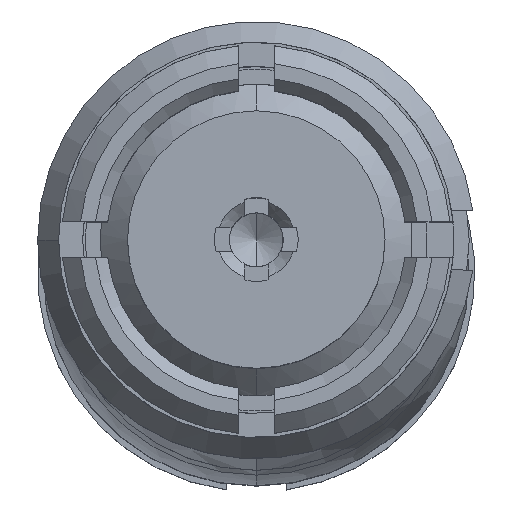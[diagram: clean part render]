
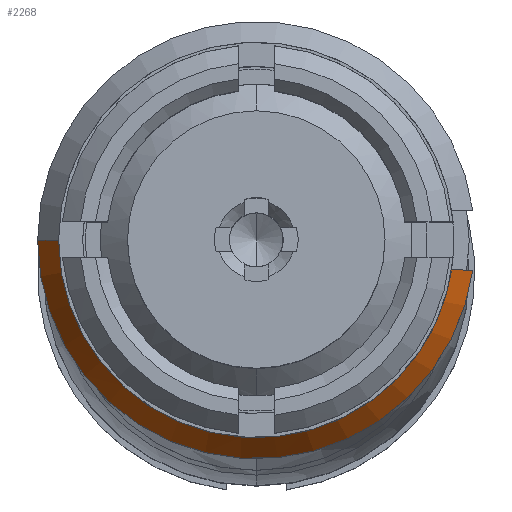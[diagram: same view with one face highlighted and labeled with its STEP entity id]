
A CAD part, top view. The second image highlights one B-rep face of the part: STEP entity #2268.
In plain terms, the highlighted conical face has half-angle 34.992 degrees and reference radius 1.825 mm.
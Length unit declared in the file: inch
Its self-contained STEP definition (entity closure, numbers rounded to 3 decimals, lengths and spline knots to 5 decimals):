
#221 = AXIS2_PLACEMENT_3D ( 'NONE', #2420, #579, #2061 ) ;
#282 = ORIENTED_EDGE ( 'NONE', *, *, #4378, .F. ) ;
#457 = CARTESIAN_POINT ( 'NONE',  ( 0.10302, -0.06885, -0.00984 ) ) ;
#463 = CIRCLE ( 'NONE', #221, 0.06496 ) ;
#506 = CARTESIAN_POINT ( 'NONE',  ( 0.09646, -0.06421, -0.00984 ) ) ;
#579 = DIRECTION ( 'NONE',  ( -1., 0., 0. ) ) ;
#964 = B_SPLINE_CURVE_WITH_KNOTS ( 'NONE', 3,
 ( #2764, #457, #1251, #506 ),
 .UNSPECIFIED., .F., .F.,
 ( 4, 4 ),
 ( 0., 0.00031 ),
 .UNSPECIFIED. ) ;
#1238 = EDGE_LOOP ( 'NONE', ( #282, #2029, #2763, #4904 ) ) ;
#1251 = CARTESIAN_POINT ( 'NONE',  ( 0.09974, -0.06653, -0.00984 ) ) ;
#1363 = AXIS2_PLACEMENT_3D ( 'NONE', #4289, #3424, #2308 ) ;
#1798 = VERTEX_POINT ( 'NONE', #2072 ) ;
#2029 = ORIENTED_EDGE ( 'NONE', *, *, #3574, .T. ) ;
#2061 = DIRECTION ( 'NONE',  ( 0., 1., 0. ) ) ;
#2072 = CARTESIAN_POINT ( 'NONE',  ( 0.09646, -0.06421, -0.00984 ) ) ;
#2077 = AXIS2_PLACEMENT_3D ( 'NONE', #3354, #4897, #2242 ) ;
#2242 = DIRECTION ( 'NONE',  ( 0., 1., 0. ) ) ;
#2268 = ADVANCED_FACE ( 'NONE', ( #4501 ), #3820, .T. ) ;
#2308 = DIRECTION ( 'NONE',  ( 0., 0., -1. ) ) ;
#2419 = CIRCLE ( 'NONE', #1363, 0.07185 ) ;
#2420 = CARTESIAN_POINT ( 'NONE',  ( 0.09646, 0., 0. ) ) ;
#2581 = EDGE_CURVE ( 'NONE', #4393, #1798, #964, .T. ) ;
#2595 = CARTESIAN_POINT ( 'NONE',  ( 0.1063, 0.07185, 0. ) ) ;
#2763 = ORIENTED_EDGE ( 'NONE', *, *, #4288, .T. ) ;
#2764 = CARTESIAN_POINT ( 'NONE',  ( 0.1063, -0.07117, -0.00984 ) ) ;
#2774 = CARTESIAN_POINT ( 'NONE',  ( 0.09646, 0.06496, 0. ) ) ;
#3272 = VECTOR ( 'NONE', #4113, 39.37008 ) ;
#3354 = CARTESIAN_POINT ( 'NONE',  ( 0.1063, 0., 0. ) ) ;
#3424 = DIRECTION ( 'NONE',  ( -1., 0., 0. ) ) ;
#3574 = EDGE_CURVE ( 'NONE', #3773, #4966, #3685, .T. ) ;
#3629 = CARTESIAN_POINT ( 'NONE',  ( 0.1063, -0.07117, -0.00984 ) ) ;
#3633 = CARTESIAN_POINT ( 'NONE',  ( 0.1063, 0.07185, 0. ) ) ;
#3685 = LINE ( 'NONE', #2595, #3272 ) ;
#3773 = VERTEX_POINT ( 'NONE', #2774 ) ;
#3820 = CONICAL_SURFACE ( 'NONE', #2077, 0.07185, 0.611 ) ;
#4113 = DIRECTION ( 'NONE',  ( 0.819, 0.573, 0. ) ) ;
#4288 = EDGE_CURVE ( 'NONE', #4966, #4393, #2419, .T. ) ;
#4289 = CARTESIAN_POINT ( 'NONE',  ( 0.1063, 0., 0. ) ) ;
#4378 = EDGE_CURVE ( 'NONE', #3773, #1798, #463, .T. ) ;
#4393 = VERTEX_POINT ( 'NONE', #3629 ) ;
#4501 = FACE_OUTER_BOUND ( 'NONE', #1238, .T. ) ;
#4897 = DIRECTION ( 'NONE',  ( 1., 0., 0. ) ) ;
#4904 = ORIENTED_EDGE ( 'NONE', *, *, #2581, .T. ) ;
#4966 = VERTEX_POINT ( 'NONE', #3633 ) ;
